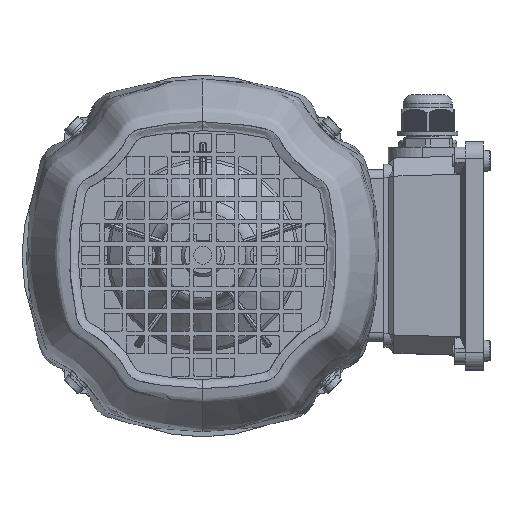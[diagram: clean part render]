
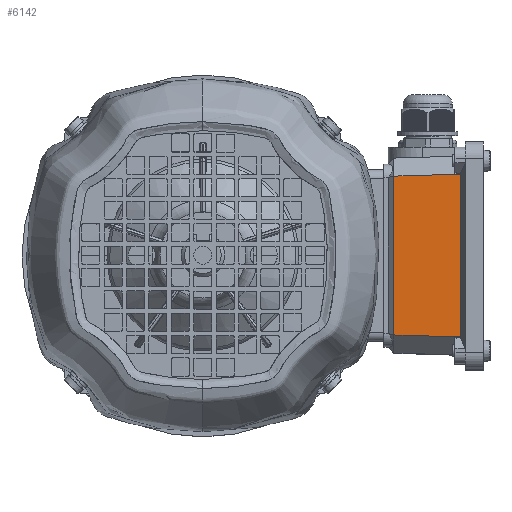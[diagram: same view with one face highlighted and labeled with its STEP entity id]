
A CAD part, top view. The second image highlights one B-rep face of the part: STEP entity #6142.
In plain terms, the highlighted planar face has unit normal (-0.029, 0, 1).
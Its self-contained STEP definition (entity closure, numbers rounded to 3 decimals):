
#3340=FACE_OUTER_BOUND('',#21876,.T.);
#6142=ADVANCED_FACE('',(#3340),#9347,.F.);
#9347=PLANE('',#59512);
#11309=LINE('',#81627,#16029);
#11319=LINE('',#81648,#16039);
#11320=LINE('',#81650,#16040);
#11321=LINE('',#81652,#16041);
#16029=VECTOR('',#65489,1.);
#16039=VECTOR('',#65513,1.);
#16040=VECTOR('',#65514,1.);
#16041=VECTOR('',#65515,1.);
#21876=EDGE_LOOP('',(#26089,#26090,#26091,#26092));
#26089=ORIENTED_EDGE('',*,*,#48724,.F.);
#26090=ORIENTED_EDGE('',*,*,#48735,.T.);
#26091=ORIENTED_EDGE('',*,*,#48736,.T.);
#26092=ORIENTED_EDGE('',*,*,#48737,.T.);
#42910=VERTEX_POINT('',#81626);
#42911=VERTEX_POINT('',#81628);
#42915=VERTEX_POINT('',#81649);
#42916=VERTEX_POINT('',#81651);
#48724=EDGE_CURVE('',#42910,#42911,#11309,.T.);
#48735=EDGE_CURVE('',#42910,#42915,#11319,.T.);
#48736=EDGE_CURVE('',#42915,#42916,#11320,.T.);
#48737=EDGE_CURVE('',#42916,#42911,#11321,.T.);
#59512=AXIS2_PLACEMENT_3D('',#81653,#65516,#65517);
#65489=DIRECTION('',(0.,-1.,0.));
#65513=DIRECTION('',(-0.999,-0.029,-0.029));
#65514=DIRECTION('',(0.,-1.,0.));
#65515=DIRECTION('',(0.999,-0.029,0.029));
#65516=DIRECTION('',(0.029,0.,-1.));
#65517=DIRECTION('',(0.,1.,0.));
#81626=CARTESIAN_POINT('',(114.,35.997,96.));
#81627=CARTESIAN_POINT('',(114.,0.,96.));
#81628=CARTESIAN_POINT('',(114.,-35.997,96.));
#81648=CARTESIAN_POINT('',(112.943,35.965,95.969));
#81649=CARTESIAN_POINT('',(84.5,35.129,95.132));
#81650=CARTESIAN_POINT('',(84.5,0.,95.132));
#81651=CARTESIAN_POINT('',(84.5,-35.129,95.132));
#81652=CARTESIAN_POINT('',(112.943,-35.965,95.969));
#81653=CARTESIAN_POINT('',(114.,0.,96.));
